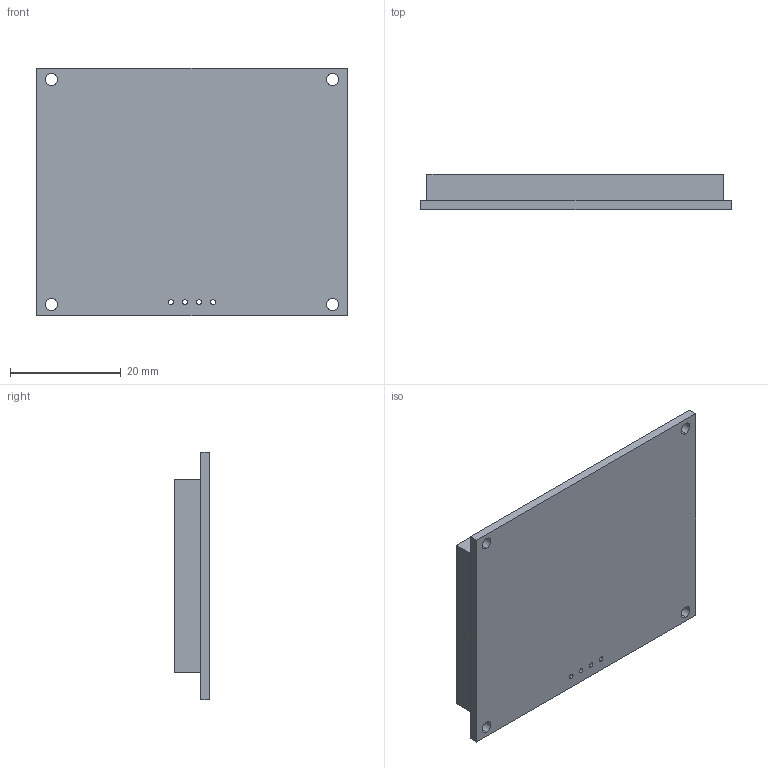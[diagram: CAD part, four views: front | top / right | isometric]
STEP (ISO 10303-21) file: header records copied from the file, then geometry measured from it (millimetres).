
FILE_DESCRIPTION (( 'STEP AP214' ), '1' );
FILE_NAME ('LCD-GM12864-59N.STEP', '2024-02-08T20:58:58', ( '' ), ( '' ), 'SwSTEP 2.0', 'SolidWorks 2021', '' );
FILE_SCHEMA (( 'AUTOMOTIVE_DESIGN' ));
Length unit declared in the file: mil
Products named in the file (1): LCD-GM12864-59N
Bounding box: 56 x 6.3 x 44.6 mm (x, y, z)
Volume: 12188 mm3; surface area: 6281.2 mm2
Topology: 1 solids, 1 shells, 180 faces, 474 edges, 316 vertices
Faces by surface type: plane 90, bspline 70, cylinder 20
Entity records: 9524 total; most frequent: CARTESIAN_POINT 5201, ORIENTED_EDGE 948, DIRECTION 596, EDGE_CURVE 474, VERTEX_POINT 316, VECTOR 294, LINE 294, EDGE_LOOP 216
